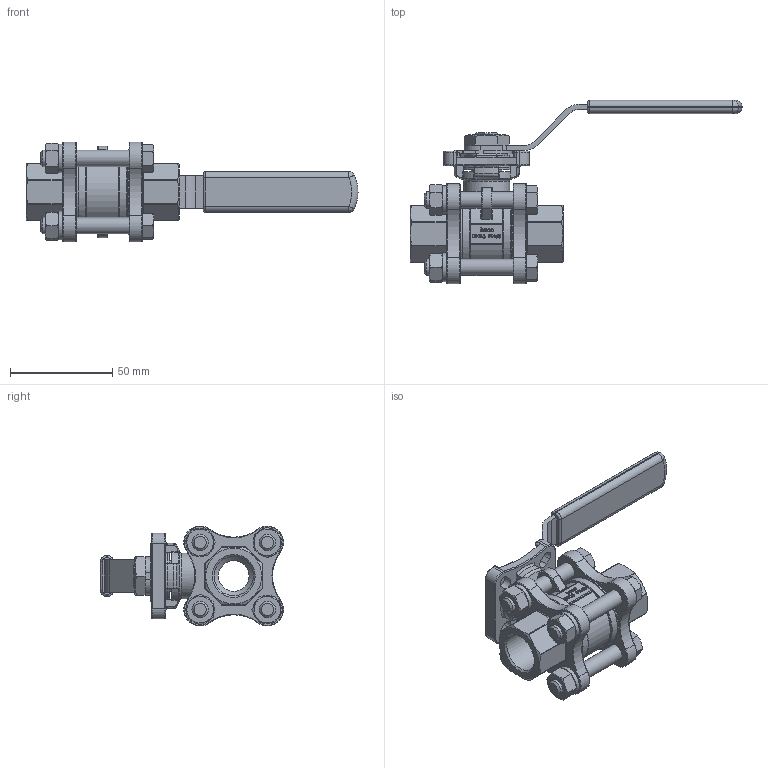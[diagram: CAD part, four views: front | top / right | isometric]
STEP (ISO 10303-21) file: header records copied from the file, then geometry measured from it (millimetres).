
FILE_DESCRIPTION (( 'STEP AP214' ), '1' );
FILE_NAME ('K3DA-012-0IG-4 Kugelhahn heco.STEP', '2014-04-29T13:12:35', ( 'test' ), ( '' ), 'SwSTEP 2.0', 'SolidWorks 2011', '' );
FILE_SCHEMA (( 'AUTOMOTIVE_DESIGN' ));
Length unit declared in the file: millimetre
Products named in the file (1): K3DA-012-0IG-4 Kugelhahn heco
Bounding box: 162.5 x 89.74 x 48.87 mm (x, y, z)
Volume: 100090 mm3; surface area: 40238.6 mm2
Topology: 1 solids, 1 shells, 1102 faces, 2786 edges, 1754 vertices
Faces by surface type: plane 450, bspline 225, cylinder 210, torus 121, cone 92, sphere 4
Full cylindrical faces by diameter (mm): 8 x8, 8.3 x10, 14 x4, 15 x2, 19 x1, 19.235 x2, 22.5 x1, 25 x2, 26 x1, 37 x4
Entity records: 57180 total; most frequent: CARTESIAN_POINT 20404, ORIENTED_EDGE 5414, DIRECTION 4472, EDGE_CURVE 2707, VERTEX_POINT 1733, AXIS2_PLACEMENT_3D 1591, VECTOR 1290, LINE 1290
